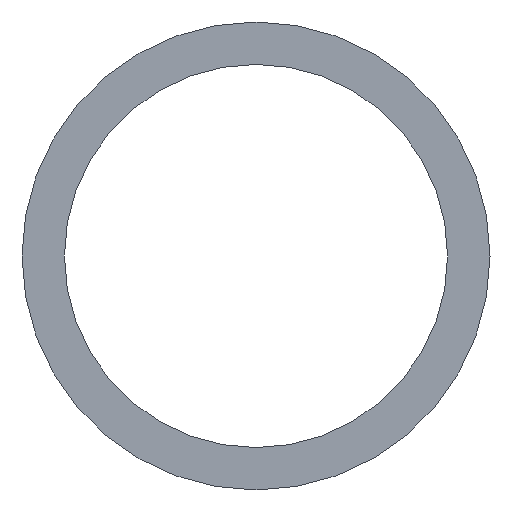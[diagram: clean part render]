
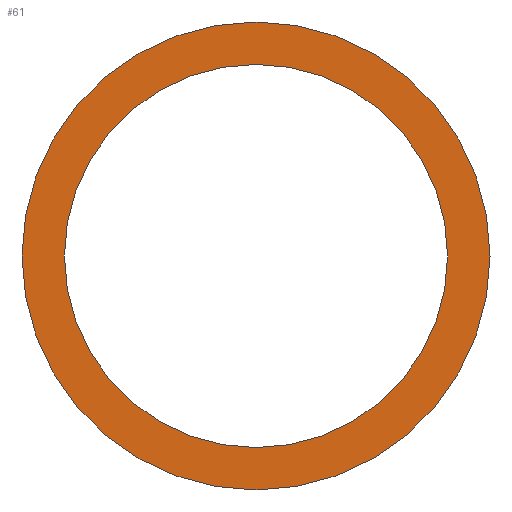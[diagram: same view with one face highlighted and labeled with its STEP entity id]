
A CAD part, left-side view. The second image highlights one B-rep face of the part: STEP entity #61.
In plain terms, the highlighted planar face has unit normal (-1, 0, 0).
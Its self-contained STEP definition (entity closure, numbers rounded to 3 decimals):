
#51 = VERTEX_POINT( '', #121 );
#61 = ADVANCED_FACE( '', ( #135, #136 ), #137, .F. );
#63 = VERTEX_POINT( '', #139 );
#65 = EDGE_CURVE( '', #89, #63, #141, .T. );
#69 = EDGE_CURVE( '', #63, #89, #145, .T. );
#83 = EDGE_CURVE( '', #91, #51, #161, .T. );
#85 = EDGE_CURVE( '', #51, #91, #163, .T. );
#89 = VERTEX_POINT( '', #167 );
#91 = VERTEX_POINT( '', #169 );
#121 = CARTESIAN_POINT( '', ( 0., 0., 16. ) );
#135 = FACE_OUTER_BOUND( '', #204, .T. );
#136 = FACE_BOUND( '', #205, .T. );
#137 = PLANE( '', #206 );
#139 = CARTESIAN_POINT( '', ( 0., 0., 13.1 ) );
#141 = CIRCLE( '', #211, 13.1 );
#145 = CIRCLE( '', #216, 13.1 );
#161 = CIRCLE( '', #238, 16. );
#163 = CIRCLE( '', #241, 16. );
#167 = CARTESIAN_POINT( '', ( 0., 0., -13.1 ) );
#169 = CARTESIAN_POINT( '', ( 0., 0., -16. ) );
#204 = EDGE_LOOP( '', ( #294, #295 ) );
#205 = EDGE_LOOP( '', ( #296, #297 ) );
#206 = AXIS2_PLACEMENT_3D( '', #298, #299, #300 );
#211 = AXIS2_PLACEMENT_3D( '', #301, #302, #303 );
#216 = AXIS2_PLACEMENT_3D( '', #304, #305, #306 );
#238 = AXIS2_PLACEMENT_3D( '', #328, #329, #330 );
#241 = AXIS2_PLACEMENT_3D( '', #331, #332, #333 );
#294 = ORIENTED_EDGE( '', *, *, #83, .F. );
#295 = ORIENTED_EDGE( '', *, *, #85, .F. );
#296 = ORIENTED_EDGE( '', *, *, #65, .T. );
#297 = ORIENTED_EDGE( '', *, *, #69, .T. );
#298 = CARTESIAN_POINT( '', ( 0., 0., 0. ) );
#299 = DIRECTION( '', ( 1., 0., 0. ) );
#300 = DIRECTION( '', ( 0., 0., -1. ) );
#301 = CARTESIAN_POINT( '', ( 0., 0., 0. ) );
#302 = DIRECTION( '', ( 1., 0., 0. ) );
#303 = DIRECTION( '', ( 0., 0., -1. ) );
#304 = CARTESIAN_POINT( '', ( 0., 0., 0. ) );
#305 = DIRECTION( '', ( 1., 0., 0. ) );
#306 = DIRECTION( '', ( 0., 0., -1. ) );
#328 = CARTESIAN_POINT( '', ( 0., 0., 0. ) );
#329 = DIRECTION( '', ( 1., 0., 0. ) );
#330 = DIRECTION( '', ( 0., 0., -1. ) );
#331 = CARTESIAN_POINT( '', ( 0., 0., 0. ) );
#332 = DIRECTION( '', ( 1., 0., 0. ) );
#333 = DIRECTION( '', ( 0., 0., -1. ) );
